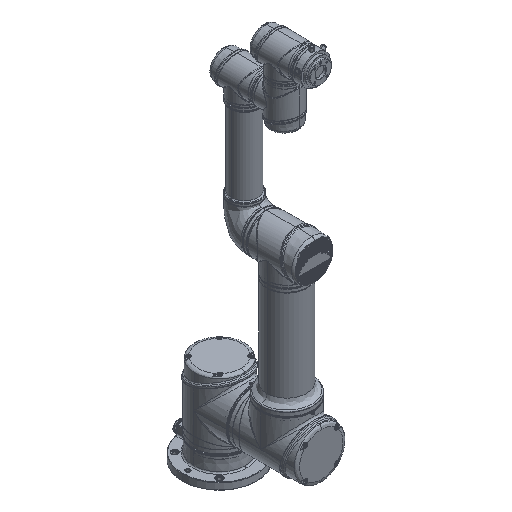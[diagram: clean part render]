
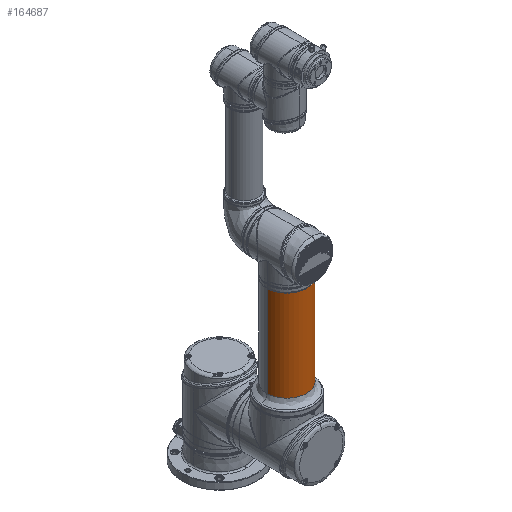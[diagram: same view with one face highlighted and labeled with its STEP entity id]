
A CAD part, isometric view. The second image highlights one B-rep face of the part: STEP entity #164687.
In plain terms, the highlighted cylindrical face has radius 58 mm (diameter 116 mm), a partial arc.
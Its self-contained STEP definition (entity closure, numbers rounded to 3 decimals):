
#2194 = CIRCLE ( 'NONE', #73507, 58. ) ;
#5855 = CARTESIAN_POINT ( 'NONE',  ( 0., 399.5, 0. ) ) ;
#13470 = DIRECTION ( 'NONE',  ( 0., 1., 0. ) ) ;
#14286 = DIRECTION ( 'NONE',  ( 0., 0., 1. ) ) ;
#23111 = VECTOR ( 'NONE', #13470, 1000. ) ;
#26845 = ORIENTED_EDGE ( 'NONE', *, *, #166218, .T. ) ;
#28876 = CARTESIAN_POINT ( 'NONE',  ( 0., 133.238, 0. ) ) ;
#33484 = EDGE_CURVE ( 'NONE', #44025, #151237, #45750, .T. ) ;
#36933 = DIRECTION ( 'NONE',  ( 0., -1., 0. ) ) ;
#44025 = VERTEX_POINT ( 'NONE', #60571 ) ;
#45133 = DIRECTION ( 'NONE',  ( 0., 0., 1. ) ) ;
#45750 = LINE ( 'NONE', #135225, #98747 ) ;
#46535 = EDGE_CURVE ( 'NONE', #125336, #184535, #69888, .T. ) ;
#47749 = EDGE_LOOP ( 'NONE', ( #164304, #26845, #112896, #57492 ) ) ;
#57492 = ORIENTED_EDGE ( 'NONE', *, *, #177335, .T. ) ;
#59187 = CARTESIAN_POINT ( 'NONE',  ( 0., 399.5, 58. ) ) ;
#60571 = CARTESIAN_POINT ( 'NONE',  ( 0., 133.238, 58. ) ) ;
#69888 = LINE ( 'NONE', #173940, #23111 ) ;
#72651 = AXIS2_PLACEMENT_3D ( 'NONE', #5855, #36933, #82598 ) ;
#73507 = AXIS2_PLACEMENT_3D ( 'NONE', #28876, #88151, #14286 ) ;
#82598 = DIRECTION ( 'NONE',  ( 0., 0., 1. ) ) ;
#86965 = CYLINDRICAL_SURFACE ( 'NONE', #175992, 58. ) ;
#88151 = DIRECTION ( 'NONE',  ( 0., 1., 0. ) ) ;
#98747 = VECTOR ( 'NONE', #149812, 1000. ) ;
#105425 = DIRECTION ( 'NONE',  ( 0., 1., 0. ) ) ;
#112896 = ORIENTED_EDGE ( 'NONE', *, *, #33484, .T. ) ;
#113081 = CIRCLE ( 'NONE', #72651, 58. ) ;
#119978 = CARTESIAN_POINT ( 'NONE',  ( 0., 87., 0. ) ) ;
#122611 = CARTESIAN_POINT ( 'NONE',  ( 0., 399.5, -58. ) ) ;
#125336 = VERTEX_POINT ( 'NONE', #164696 ) ;
#135225 = CARTESIAN_POINT ( 'NONE',  ( 0., 87., 58. ) ) ;
#149812 = DIRECTION ( 'NONE',  ( 0., 1., 0. ) ) ;
#151237 = VERTEX_POINT ( 'NONE', #59187 ) ;
#164304 = ORIENTED_EDGE ( 'NONE', *, *, #46535, .F. ) ;
#164687 = ADVANCED_FACE ( 'NONE', ( #191986 ), #86965, .T. ) ;
#164696 = CARTESIAN_POINT ( 'NONE',  ( 0., 133.238, -58. ) ) ;
#166218 = EDGE_CURVE ( 'NONE', #125336, #44025, #2194, .T. ) ;
#173940 = CARTESIAN_POINT ( 'NONE',  ( 0., 87., -58. ) ) ;
#175992 = AXIS2_PLACEMENT_3D ( 'NONE', #119978, #105425, #45133 ) ;
#177335 = EDGE_CURVE ( 'NONE', #151237, #184535, #113081, .T. ) ;
#184535 = VERTEX_POINT ( 'NONE', #122611 ) ;
#191986 = FACE_OUTER_BOUND ( 'NONE', #47749, .T. ) ;
